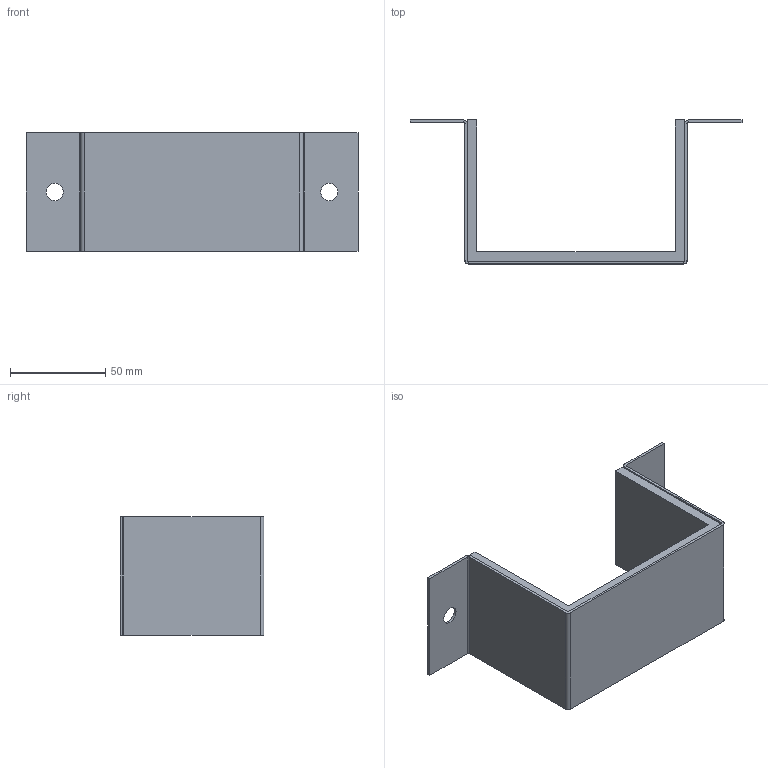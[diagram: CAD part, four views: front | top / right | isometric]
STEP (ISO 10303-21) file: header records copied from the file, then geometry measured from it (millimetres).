
FILE_DESCRIPTION (( 'STEP AP214' ), '1' );
FILE_NAME ('7216310_KSTP1.stp', '2018-05-10T12:54:54', ( '' ), ( '' ), 'SwSTEP 2.0', 'SolidWorks 2016', '' );
FILE_SCHEMA (( 'AUTOMOTIVE_DESIGN' ));
Length unit declared in the file: millimetre
Products named in the file (3): 7216310_KSTP1; 053219T1_F〉 Kanal 0711; P_7215432T1_1_F〉 BSKM70110 OT
Assembly tree (2 placements, depth 2):
  7216310_KSTP1
    053219T1_F〉 Kanal 0711
    P_7215432T1_1_F〉 BSKM70110 OT
Bounding box: 174 x 75.4 x 62 mm (x, y, z)
Volume: 103168.5 mm3; surface area: 73873.7 mm2
Topology: 2 solids, 2 shells, 54 faces, 118 edges, 68 vertices
Faces by surface type: plane 40, cylinder 14
Entity records: 1552 total; most frequent: DIRECTION 264, CARTESIAN_POINT 245, ORIENTED_EDGE 236, EDGE_CURVE 118, VECTOR 90, LINE 90, AXIS2_PLACEMENT_3D 87, VERTEX_POINT 68
